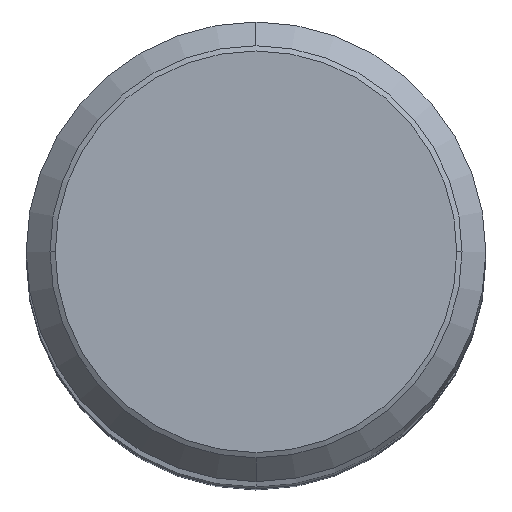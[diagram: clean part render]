
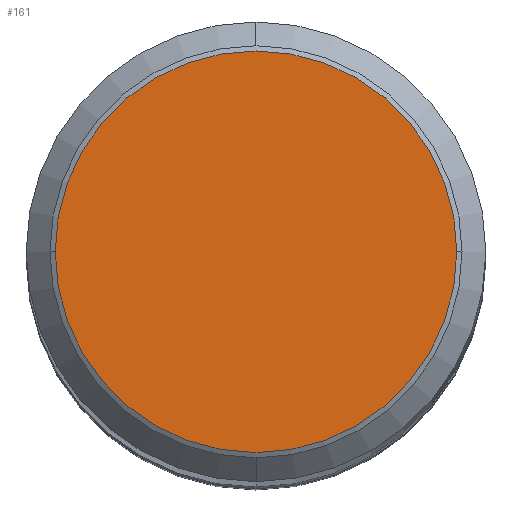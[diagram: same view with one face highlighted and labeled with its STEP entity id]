
A CAD part, top view. The second image highlights one B-rep face of the part: STEP entity #161.
In plain terms, the highlighted planar face has unit normal (0, 0, 1).
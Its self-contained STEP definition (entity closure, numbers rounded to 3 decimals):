
#161=ADVANCED_FACE('',(#355),#356,.T.);
#189=EDGE_CURVE('',#201,#223,#390,.T.);
#191=EDGE_CURVE('',#223,#201,#392,.T.);
#201=VERTEX_POINT('',#403);
#223=VERTEX_POINT('',#427);
#355=FACE_OUTER_BOUND('',#574,.T.);
#356=PLANE('',#575);
#390=CIRCLE('',#617,13.105);
#392=CIRCLE('',#620,13.105);
#403=CARTESIAN_POINT('',(13.105,0.,273.75));
#427=CARTESIAN_POINT('',(-13.105,0.,273.75));
#574=EDGE_LOOP('',(#829,#830));
#575=AXIS2_PLACEMENT_3D('',#831,#832,#833);
#617=AXIS2_PLACEMENT_3D('',#891,#892,#893);
#620=AXIS2_PLACEMENT_3D('',#894,#895,#896);
#829=ORIENTED_EDGE('',*,*,#191,.T.);
#830=ORIENTED_EDGE('',*,*,#189,.T.);
#831=CARTESIAN_POINT('',(0.,-6.625,273.75));
#832=DIRECTION('',(0.0,0.0,1.0));
#833=DIRECTION('',(0.,-1.0,0.0));
#891=CARTESIAN_POINT('',(0.,0.0,273.75));
#892=DIRECTION('',(0.0,0.0,1.0));
#893=DIRECTION('',(-1.0,0.,0.0));
#894=CARTESIAN_POINT('',(0.,0.0,273.75));
#895=DIRECTION('',(0.0,0.0,1.0));
#896=DIRECTION('',(-1.0,0.,0.0));
